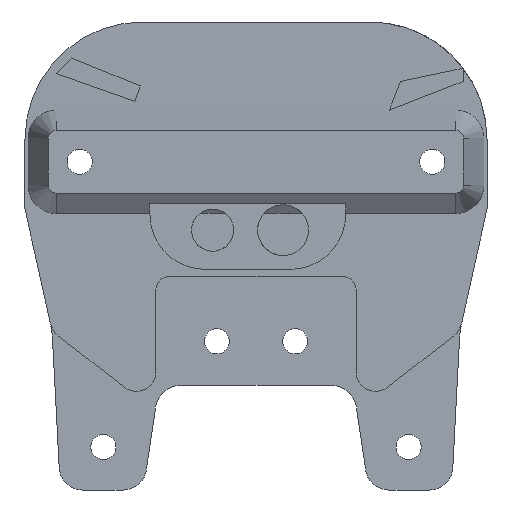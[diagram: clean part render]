
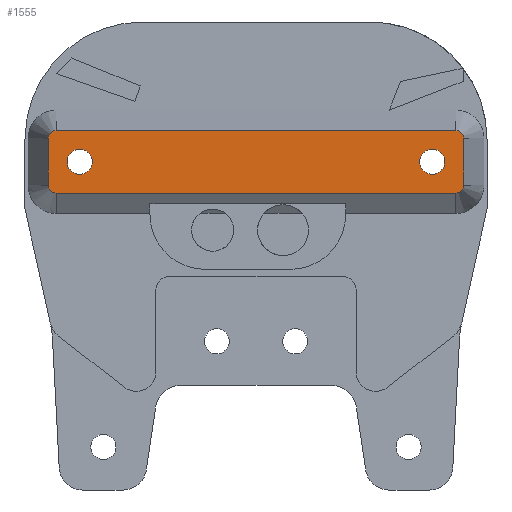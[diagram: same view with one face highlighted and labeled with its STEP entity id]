
A CAD part, front view. The second image highlights one B-rep face of the part: STEP entity #1555.
In plain terms, the highlighted planar face has unit normal (0, -1, 0).
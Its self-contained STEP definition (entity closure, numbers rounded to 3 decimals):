
#28=FACE_BOUND('',#238,.T.);
#29=FACE_BOUND('',#239,.T.);
#74=PLANE('',#1709);
#145=FACE_OUTER_BOUND('',#237,.T.);
#237=EDGE_LOOP('',(#1323,#1324,#1325,#1326,#1327,#1328,#1329,#1330));
#238=EDGE_LOOP('',(#1331));
#239=EDGE_LOOP('',(#1332));
#292=LINE('',#2269,#449);
#373=LINE('',#2505,#530);
#377=LINE('',#2515,#534);
#378=LINE('',#2520,#535);
#449=VECTOR('',#1810,1000.);
#530=VECTOR('',#2017,1000.);
#534=VECTOR('',#2029,1000.);
#535=VECTOR('',#2036,1000.);
#633=CIRCLE('',#1679,1.);
#634=CIRCLE('',#1682,1.);
#635=CIRCLE('',#1686,1.);
#636=CIRCLE('',#1689,1.);
#638=CIRCLE('',#1693,1.6);
#640=CIRCLE('',#1697,1.6);
#674=VERTEX_POINT('',#2266);
#675=VERTEX_POINT('',#2268);
#765=VERTEX_POINT('',#2498);
#766=VERTEX_POINT('',#2500);
#767=VERTEX_POINT('',#2504);
#768=VERTEX_POINT('',#2508);
#769=VERTEX_POINT('',#2513);
#770=VERTEX_POINT('',#2519);
#772=VERTEX_POINT('',#2529);
#774=VERTEX_POINT('',#2537);
#831=EDGE_CURVE('',#675,#674,#292,.T.);
#946=EDGE_CURVE('',#765,#766,#633,.T.);
#948=EDGE_CURVE('',#765,#767,#373,.T.);
#951=EDGE_CURVE('',#768,#767,#634,.T.);
#953=EDGE_CURVE('',#768,#769,#377,.T.);
#954=EDGE_CURVE('',#675,#769,#635,.T.);
#955=EDGE_CURVE('',#770,#766,#378,.T.);
#957=EDGE_CURVE('',#770,#674,#636,.T.);
#961=EDGE_CURVE('',#772,#772,#638,.T.);
#965=EDGE_CURVE('',#774,#774,#640,.T.);
#1323=ORIENTED_EDGE('',*,*,#831,.T.);
#1324=ORIENTED_EDGE('',*,*,#957,.F.);
#1325=ORIENTED_EDGE('',*,*,#955,.T.);
#1326=ORIENTED_EDGE('',*,*,#946,.F.);
#1327=ORIENTED_EDGE('',*,*,#948,.T.);
#1328=ORIENTED_EDGE('',*,*,#951,.F.);
#1329=ORIENTED_EDGE('',*,*,#953,.T.);
#1330=ORIENTED_EDGE('',*,*,#954,.F.);
#1331=ORIENTED_EDGE('',*,*,#965,.T.);
#1332=ORIENTED_EDGE('',*,*,#961,.T.);
#1555=ADVANCED_FACE('',(#145,#28,#29),#74,.T.);
#1679=AXIS2_PLACEMENT_3D('',#2501,#2012,#2013);
#1682=AXIS2_PLACEMENT_3D('',#2510,#2022,#2023);
#1686=AXIS2_PLACEMENT_3D('',#2517,#2032,#2033);
#1689=AXIS2_PLACEMENT_3D('',#2523,#2040,#2041);
#1693=AXIS2_PLACEMENT_3D('',#2531,#2050,#2051);
#1697=AXIS2_PLACEMENT_3D('',#2539,#2060,#2061);
#1709=AXIS2_PLACEMENT_3D('',#2573,#2098,#2099);
#1810=DIRECTION('',(1.,0.,0.));
#2012=DIRECTION('center_axis',(0.,1.,0.));
#2013=DIRECTION('ref_axis',(0.,0.,-1.));
#2017=DIRECTION('',(-1.,0.,0.));
#2022=DIRECTION('center_axis',(0.,1.,0.));
#2023=DIRECTION('ref_axis',(-0.707,0.,0.707));
#2029=DIRECTION('',(0.,0.,-1.));
#2032=DIRECTION('center_axis',(0.,1.,0.));
#2033=DIRECTION('ref_axis',(-0.707,0.,-0.707));
#2036=DIRECTION('',(0.,0.,1.));
#2040=DIRECTION('center_axis',(0.,1.,0.));
#2041=DIRECTION('ref_axis',(0.,0.,-1.));
#2050=DIRECTION('center_axis',(0.,1.,0.));
#2051=DIRECTION('ref_axis',(0.,0.,-1.));
#2060=DIRECTION('center_axis',(0.,1.,0.));
#2061=DIRECTION('ref_axis',(1.,0.,0.));
#2098=DIRECTION('center_axis',(0.,-1.,0.));
#2099=DIRECTION('ref_axis',(1.,0.,0.));
#2266=CARTESIAN_POINT('',(30.067,-14.7,48.935));
#2268=CARTESIAN_POINT('',(-20.977,-14.7,48.935));
#2269=CARTESIAN_POINT('',(-17.977,-14.7,48.935));
#2498=CARTESIAN_POINT('',(30.067,-14.7,56.935));
#2500=CARTESIAN_POINT('',(31.067,-14.7,55.935));
#2501=CARTESIAN_POINT('Origin',(30.067,-14.7,55.935));
#2504=CARTESIAN_POINT('',(-20.977,-14.7,56.935));
#2505=CARTESIAN_POINT('',(-13.977,-14.7,56.935));
#2508=CARTESIAN_POINT('',(-21.977,-14.7,55.935));
#2510=CARTESIAN_POINT('Origin',(-20.977,-14.7,55.935));
#2513=CARTESIAN_POINT('',(-21.977,-14.7,49.935));
#2515=CARTESIAN_POINT('',(-21.977,-14.7,56.935));
#2517=CARTESIAN_POINT('Origin',(-20.977,-14.7,49.935));
#2519=CARTESIAN_POINT('',(31.067,-14.7,49.935));
#2520=CARTESIAN_POINT('',(31.067,-14.7,52.935));
#2523=CARTESIAN_POINT('Origin',(30.067,-14.7,49.935));
#2529=CARTESIAN_POINT('',(25.467,-14.7,52.935));
#2531=CARTESIAN_POINT('Origin',(27.067,-14.7,52.935));
#2537=CARTESIAN_POINT('',(-19.577,-14.7,52.935));
#2539=CARTESIAN_POINT('Origin',(-17.977,-14.7,52.935));
#2573=CARTESIAN_POINT('Origin',(-17.977,-14.7,52.935));
